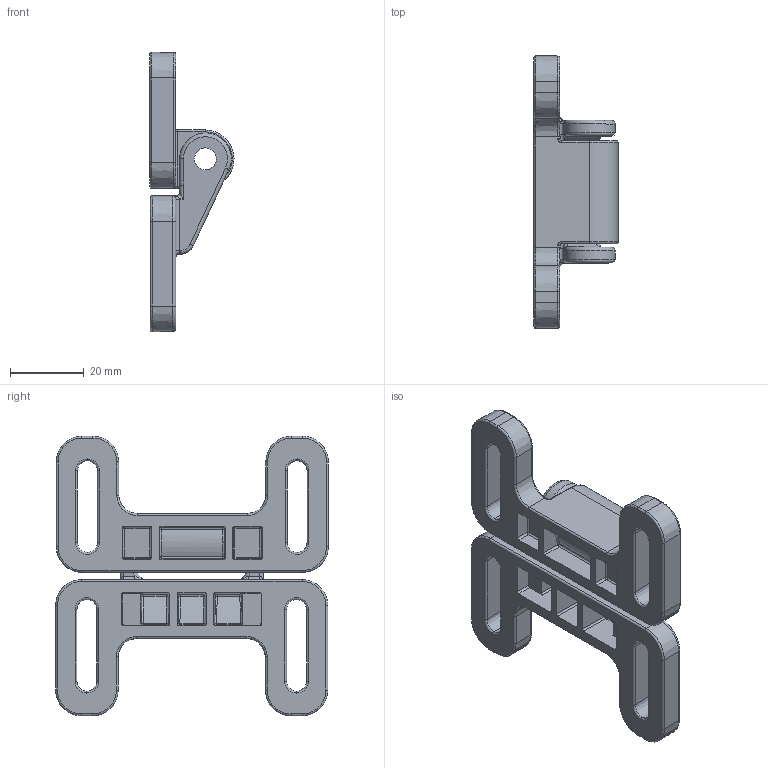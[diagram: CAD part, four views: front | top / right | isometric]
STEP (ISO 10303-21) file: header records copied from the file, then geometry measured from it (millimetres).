
FILE_DESCRIPTION (( 'STEP AP214' ), '1' );
FILE_NAME ('09304701.STEP', '2014-08-18T06:40:29', ( '' ), ( '' ), 'SwSTEP 2.0', 'SolidWorks 2014', '' );
FILE_SCHEMA (( 'AUTOMOTIVE_DESIGN' ));
Length unit declared in the file: millimetre
Products named in the file (3): 09304701r02_thickness; 09304701r01_093 047 01 r01; 09304701
Assembly tree (2 placements, depth 2):
  09304701
    09304701r01_093 047 01 r01
    09304701r02_thickness
Bounding box: 22.87 x 74.13 x 75.99 mm (x, y, z)
Volume: 26913.4 mm3; surface area: 16267.7 mm2
Topology: 2 solids, 2 shells, 418 faces, 1000 edges, 568 vertices
Faces by surface type: cylinder 161, torus 81, plane 78, bspline 44, cone 28, sphere 26
Entity records: 13187 total; most frequent: CARTESIAN_POINT 3853, DIRECTION 2038, ORIENTED_EDGE 1928, EDGE_CURVE 964, AXIS2_PLACEMENT_3D 831, VERTEX_POINT 558, CIRCLE 452, EDGE_LOOP 440
